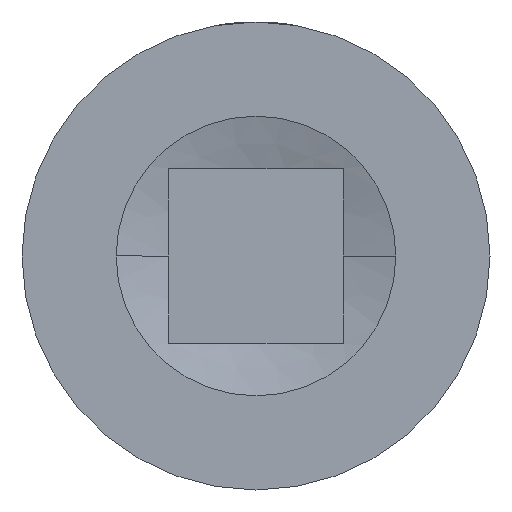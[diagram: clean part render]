
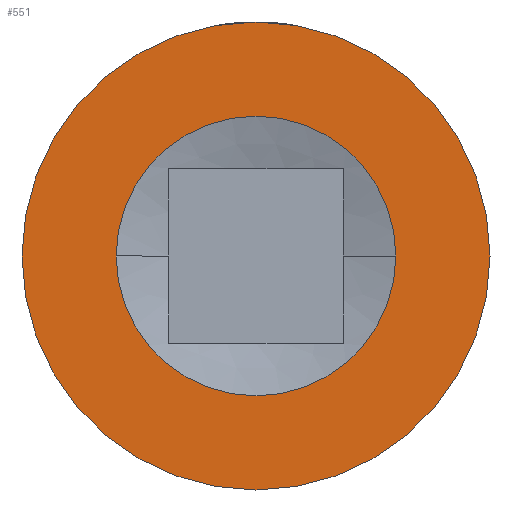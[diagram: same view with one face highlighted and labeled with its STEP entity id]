
A CAD part, front view. The second image highlights one B-rep face of the part: STEP entity #551.
In plain terms, the highlighted planar face has unit normal (0, -1, 0).
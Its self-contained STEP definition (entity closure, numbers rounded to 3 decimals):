
#51 = DIRECTION ( 'NONE',  ( 0., -1., 0. ) ) ;
#105 = CARTESIAN_POINT ( 'NONE',  ( 0., 0., 0. ) ) ;
#118 = CARTESIAN_POINT ( 'NONE',  ( -10.16, 0., 0. ) ) ;
#174 = AXIS2_PLACEMENT_3D ( 'NONE', #105, #343, #1247 ) ;
#181 = CARTESIAN_POINT ( 'NONE',  ( 17., 0., 0. ) ) ;
#202 = VERTEX_POINT ( 'NONE', #1064 ) ;
#240 = DIRECTION ( 'NONE',  ( 1., 0., 0. ) ) ;
#303 = EDGE_CURVE ( 'NONE', #202, #785, #625, .T. ) ;
#325 = EDGE_LOOP ( 'NONE', ( #665, #653 ) ) ;
#326 = AXIS2_PLACEMENT_3D ( 'NONE', #1318, #854, #1489 ) ;
#343 = DIRECTION ( 'NONE',  ( 0., -1., 0. ) ) ;
#467 = CIRCLE ( 'NONE', #174, 10.16 ) ;
#469 = DIRECTION ( 'NONE',  ( 0., -1., 0. ) ) ;
#470 = AXIS2_PLACEMENT_3D ( 'NONE', #881, #469, #760 ) ;
#551 = ADVANCED_FACE ( 'NONE', ( #1448, #812 ), #1350, .T. ) ;
#600 = EDGE_CURVE ( 'NONE', #785, #202, #1613, .T. ) ;
#625 = CIRCLE ( 'NONE', #326, 17. ) ;
#653 = ORIENTED_EDGE ( 'NONE', *, *, #1061, .F. ) ;
#665 = ORIENTED_EDGE ( 'NONE', *, *, #1052, .F. ) ;
#668 = ORIENTED_EDGE ( 'NONE', *, *, #303, .T. ) ;
#742 = CARTESIAN_POINT ( 'NONE',  ( 10.16, 0., 0. ) ) ;
#760 = DIRECTION ( 'NONE',  ( 1., 0., 0. ) ) ;
#785 = VERTEX_POINT ( 'NONE', #181 ) ;
#812 = FACE_BOUND ( 'NONE', #325, .T. ) ;
#854 = DIRECTION ( 'NONE',  ( 0., -1., 0. ) ) ;
#881 = CARTESIAN_POINT ( 'NONE',  ( 0., 0., 0. ) ) ;
#1052 = EDGE_CURVE ( 'NONE', #1096, #1572, #467, .T. ) ;
#1061 = EDGE_CURVE ( 'NONE', #1572, #1096, #1242, .T. ) ;
#1064 = CARTESIAN_POINT ( 'NONE',  ( -17., 0., 0. ) ) ;
#1070 = DIRECTION ( 'NONE',  ( 1., 0., 0. ) ) ;
#1087 = EDGE_LOOP ( 'NONE', ( #1580, #668 ) ) ;
#1096 = VERTEX_POINT ( 'NONE', #742 ) ;
#1102 = AXIS2_PLACEMENT_3D ( 'NONE', #1232, #1113, #240 ) ;
#1113 = DIRECTION ( 'NONE',  ( 0., -1., 0. ) ) ;
#1129 = AXIS2_PLACEMENT_3D ( 'NONE', #1194, #51, #1070 ) ;
#1194 = CARTESIAN_POINT ( 'NONE',  ( 10.16, 0., 0. ) ) ;
#1232 = CARTESIAN_POINT ( 'NONE',  ( 0., 0., 0. ) ) ;
#1242 = CIRCLE ( 'NONE', #1102, 10.16 ) ;
#1247 = DIRECTION ( 'NONE',  ( 1., 0., 0. ) ) ;
#1318 = CARTESIAN_POINT ( 'NONE',  ( 0., 0., 0. ) ) ;
#1350 = PLANE ( 'NONE',  #1129 ) ;
#1448 = FACE_OUTER_BOUND ( 'NONE', #1087, .T. ) ;
#1489 = DIRECTION ( 'NONE',  ( 1., 0., 0. ) ) ;
#1572 = VERTEX_POINT ( 'NONE', #118 ) ;
#1580 = ORIENTED_EDGE ( 'NONE', *, *, #600, .T. ) ;
#1613 = CIRCLE ( 'NONE', #470, 17. ) ;
